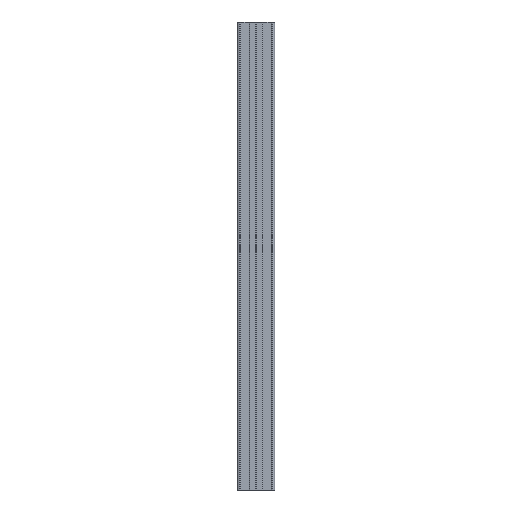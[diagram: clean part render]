
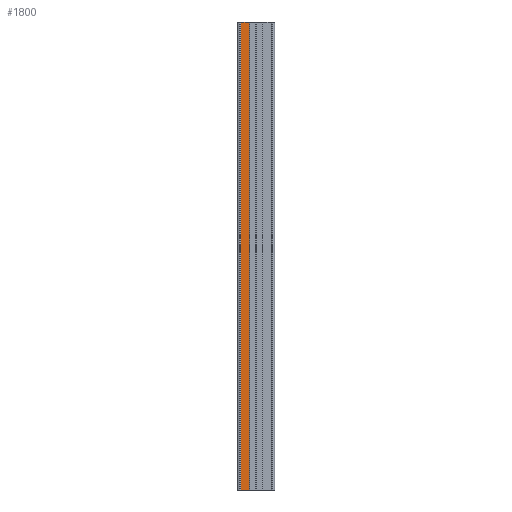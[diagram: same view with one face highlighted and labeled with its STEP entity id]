
A CAD part, front view. The second image highlights one B-rep face of the part: STEP entity #1800.
In plain terms, the highlighted planar face has unit normal (0, -1, 0).
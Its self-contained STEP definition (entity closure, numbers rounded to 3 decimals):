
#18=PLANE('',#1906);
#73=FACE_OUTER_BOUND('',#168,.T.);
#168=EDGE_LOOP('',(#1222,#1223,#1224,#1225));
#271=LINE('',#2683,#462);
#272=LINE('',#2686,#463);
#273=LINE('',#2688,#464);
#274=LINE('',#2689,#465);
#462=VECTOR('',#2123,1000.);
#463=VECTOR('',#2126,18.4);
#464=VECTOR('',#2127,18.4);
#465=VECTOR('',#2128,1000.);
#741=VERTEX_POINT('',#2679);
#742=VERTEX_POINT('',#2681);
#743=VERTEX_POINT('',#2685);
#744=VERTEX_POINT('',#2687);
#935=EDGE_CURVE('',#741,#742,#271,.T.);
#936=EDGE_CURVE('',#743,#741,#272,.T.);
#937=EDGE_CURVE('',#744,#742,#273,.T.);
#938=EDGE_CURVE('',#743,#744,#274,.T.);
#1222=ORIENTED_EDGE('',*,*,#936,.T.);
#1223=ORIENTED_EDGE('',*,*,#935,.T.);
#1224=ORIENTED_EDGE('',*,*,#937,.F.);
#1225=ORIENTED_EDGE('',*,*,#938,.F.);
#1800=ADVANCED_FACE('',(#73),#18,.T.);
#1906=AXIS2_PLACEMENT_3D('',#2684,#2124,#2125);
#2123=DIRECTION('',(0.,0.,1.));
#2124=DIRECTION('center_axis',(0.,-1.,0.));
#2125=DIRECTION('ref_axis',(1.,0.,0.));
#2126=DIRECTION('',(1.,0.,0.));
#2127=DIRECTION('',(1.,0.,0.));
#2128=DIRECTION('',(0.,0.,1.));
#2679=CARTESIAN_POINT('',(-14.3,0.,0.));
#2681=CARTESIAN_POINT('',(-14.3,0.,1000.));
#2683=CARTESIAN_POINT('',(-14.3,0.,0.));
#2684=CARTESIAN_POINT('Origin',(-32.7,0.,
0.));
#2685=CARTESIAN_POINT('',(-32.7,0.,0.));
#2686=CARTESIAN_POINT('',(-32.7,0.,0.));
#2687=CARTESIAN_POINT('',(-32.7,0.,1000.));
#2688=CARTESIAN_POINT('',(-32.7,0.,1000.));
#2689=CARTESIAN_POINT('',(-32.7,0.,0.));
